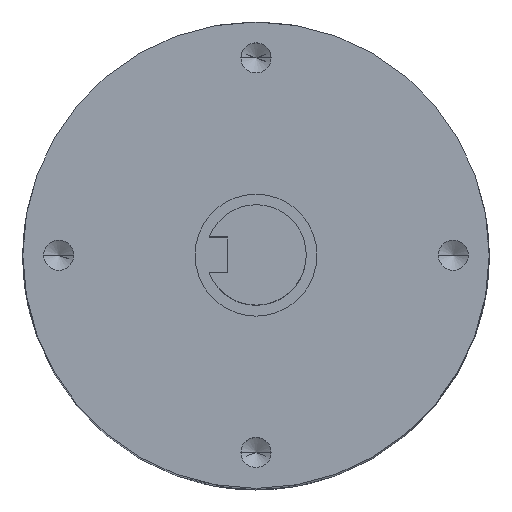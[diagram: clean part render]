
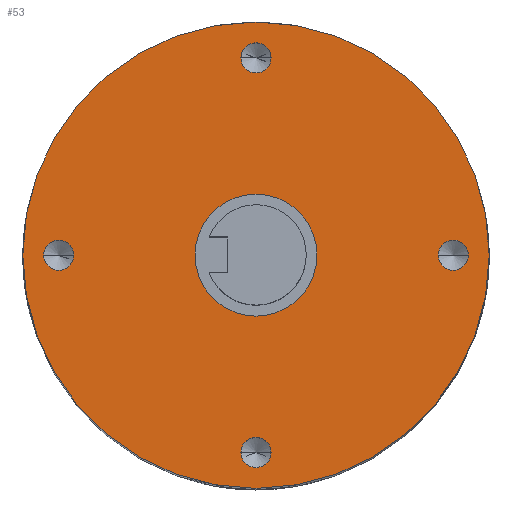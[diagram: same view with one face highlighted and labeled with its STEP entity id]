
A CAD part, top view. The second image highlights one B-rep face of the part: STEP entity #53.
In plain terms, the highlighted planar face has unit normal (0, 0, 1).
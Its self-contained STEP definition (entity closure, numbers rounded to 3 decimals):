
#11 = DIRECTION ( 'NONE',  ( 1., 0., 0. ) ) ;
#41 = CARTESIAN_POINT ( 'NONE',  ( -27.5, 0., 133.1 ) ) ;
#53 = ADVANCED_FACE ( 'NONE', ( #1191, #2075, #3437, #2691, #1886, #1093 ), #2716, .T. ) ;
#63 = CIRCLE ( 'NONE', #1176, 2.1 ) ;
#67 = EDGE_CURVE ( 'NONE', #946, #264, #1789, .T. ) ;
#90 = EDGE_CURVE ( 'NONE', #302, #128, #1009, .T. ) ;
#102 = CARTESIAN_POINT ( 'NONE',  ( 0., 27.5, 133.1 ) ) ;
#128 = VERTEX_POINT ( 'NONE', #431 ) ;
#154 = CIRCLE ( 'NONE', #593, 2.1 ) ;
#159 = EDGE_LOOP ( 'NONE', ( #782, #3000 ) ) ;
#160 = ORIENTED_EDGE ( 'NONE', *, *, #2277, .F. ) ;
#246 = VERTEX_POINT ( 'NONE', #2015 ) ;
#257 = DIRECTION ( 'NONE',  ( 1., 0., 0. ) ) ;
#264 = VERTEX_POINT ( 'NONE', #2479 ) ;
#302 = VERTEX_POINT ( 'NONE', #788 ) ;
#306 = CARTESIAN_POINT ( 'NONE',  ( 0., 0., 133.1 ) ) ;
#317 = CARTESIAN_POINT ( 'NONE',  ( 0., 0., 133.1 ) ) ;
#328 = AXIS2_PLACEMENT_3D ( 'NONE', #317, #1608, #2267 ) ;
#345 = AXIS2_PLACEMENT_3D ( 'NONE', #669, #2755, #972 ) ;
#352 = DIRECTION ( 'NONE',  ( 1., 0., 0. ) ) ;
#413 = CARTESIAN_POINT ( 'NONE',  ( -27.5, 0., 133.1 ) ) ;
#414 = DIRECTION ( 'NONE',  ( 1., 0., 0. ) ) ;
#431 = CARTESIAN_POINT ( 'NONE',  ( -8.5, 0., 133.1 ) ) ;
#452 = EDGE_CURVE ( 'NONE', #1810, #1335, #63, .T. ) ;
#479 = CIRCLE ( 'NONE', #752, 2.1 ) ;
#593 = AXIS2_PLACEMENT_3D ( 'NONE', #413, #2498, #709 ) ;
#606 = DIRECTION ( 'NONE',  ( 1., 0., 0. ) ) ;
#622 = VERTEX_POINT ( 'NONE', #1988 ) ;
#651 = AXIS2_PLACEMENT_3D ( 'NONE', #3771, #2039, #257 ) ;
#669 = CARTESIAN_POINT ( 'NONE',  ( 0., 27.5, 133.1 ) ) ;
#682 = AXIS2_PLACEMENT_3D ( 'NONE', #306, #2393, #606 ) ;
#709 = DIRECTION ( 'NONE',  ( 1., 0., 0. ) ) ;
#722 = CIRCLE ( 'NONE', #1848, 2.1 ) ;
#750 = EDGE_LOOP ( 'NONE', ( #3275, #160 ) ) ;
#751 = EDGE_CURVE ( 'NONE', #2082, #2745, #722, .T. ) ;
#752 = AXIS2_PLACEMENT_3D ( 'NONE', #41, #2136, #352 ) ;
#782 = ORIENTED_EDGE ( 'NONE', *, *, #1482, .F. ) ;
#788 = CARTESIAN_POINT ( 'NONE',  ( 8.5, 0., 133.1 ) ) ;
#805 = CIRCLE ( 'NONE', #2715, 8.5 ) ;
#937 = EDGE_CURVE ( 'NONE', #1555, #246, #154, .T. ) ;
#946 = VERTEX_POINT ( 'NONE', #1013 ) ;
#950 = ORIENTED_EDGE ( 'NONE', *, *, #3097, .F. ) ;
#960 = AXIS2_PLACEMENT_3D ( 'NONE', #102, #2195, #414 ) ;
#972 = DIRECTION ( 'NONE',  ( 1., 0., 0. ) ) ;
#1009 = CIRCLE ( 'NONE', #3820, 8.5 ) ;
#1013 = CARTESIAN_POINT ( 'NONE',  ( 32.5, 0., 133.1 ) ) ;
#1093 = FACE_BOUND ( 'NONE', #2944, .T. ) ;
#1154 = AXIS2_PLACEMENT_3D ( 'NONE', #3511, #3652, #3043 ) ;
#1176 = AXIS2_PLACEMENT_3D ( 'NONE', #3384, #1613, #3673 ) ;
#1191 = FACE_BOUND ( 'NONE', #750, .T. ) ;
#1292 = CARTESIAN_POINT ( 'NONE',  ( -25.4, 0., 133.1 ) ) ;
#1299 = CIRCLE ( 'NONE', #651, 2.1 ) ;
#1335 = VERTEX_POINT ( 'NONE', #2957 ) ;
#1369 = ORIENTED_EDGE ( 'NONE', *, *, #90, .F. ) ;
#1382 = EDGE_CURVE ( 'NONE', #128, #302, #805, .T. ) ;
#1459 = DIRECTION ( 'NONE',  ( 0., 0., 1. ) ) ;
#1477 = VERTEX_POINT ( 'NONE', #2439 ) ;
#1482 = EDGE_CURVE ( 'NONE', #622, #1477, #3564, .T. ) ;
#1504 = DIRECTION ( 'NONE',  ( 0., 0., 1. ) ) ;
#1555 = VERTEX_POINT ( 'NONE', #1292 ) ;
#1595 = ORIENTED_EDGE ( 'NONE', *, *, #3697, .T. ) ;
#1608 = DIRECTION ( 'NONE',  ( 0., 0., 1. ) ) ;
#1613 = DIRECTION ( 'NONE',  ( 0., 0., 1. ) ) ;
#1623 = CIRCLE ( 'NONE', #1830, 2.1 ) ;
#1638 = ORIENTED_EDGE ( 'NONE', *, *, #2816, .F. ) ;
#1652 = EDGE_LOOP ( 'NONE', ( #3068, #1638 ) ) ;
#1757 = DIRECTION ( 'NONE',  ( 1., 0., 0. ) ) ;
#1789 = CIRCLE ( 'NONE', #328, 32.5 ) ;
#1795 = DIRECTION ( 'NONE',  ( 0., 0., 1. ) ) ;
#1810 = VERTEX_POINT ( 'NONE', #2134 ) ;
#1830 = AXIS2_PLACEMENT_3D ( 'NONE', #3236, #1459, #3518 ) ;
#1848 = AXIS2_PLACEMENT_3D ( 'NONE', #3276, #1504, #3561 ) ;
#1886 = FACE_OUTER_BOUND ( 'NONE', #2229, .T. ) ;
#1988 = CARTESIAN_POINT ( 'NONE',  ( 2.1, 27.5, 133.1 ) ) ;
#2015 = CARTESIAN_POINT ( 'NONE',  ( -29.6, 0., 133.1 ) ) ;
#2039 = DIRECTION ( 'NONE',  ( 0., 0., 1. ) ) ;
#2075 = FACE_BOUND ( 'NONE', #3651, .T. ) ;
#2082 = VERTEX_POINT ( 'NONE', #3708 ) ;
#2097 = CIRCLE ( 'NONE', #682, 32.5 ) ;
#2134 = CARTESIAN_POINT ( 'NONE',  ( 29.6, 0., 133.1 ) ) ;
#2136 = DIRECTION ( 'NONE',  ( 0., 0., 1. ) ) ;
#2195 = DIRECTION ( 'NONE',  ( 0., 0., 1. ) ) ;
#2229 = EDGE_LOOP ( 'NONE', ( #1595, #3493 ) ) ;
#2267 = DIRECTION ( 'NONE',  ( 1., 0., 0. ) ) ;
#2277 = EDGE_CURVE ( 'NONE', #1335, #1810, #1623, .T. ) ;
#2303 = CARTESIAN_POINT ( 'NONE',  ( 0., 0., 133.1 ) ) ;
#2393 = DIRECTION ( 'NONE',  ( 0., 0., 1. ) ) ;
#2439 = CARTESIAN_POINT ( 'NONE',  ( -2.1, 27.5, 133.1 ) ) ;
#2479 = CARTESIAN_POINT ( 'NONE',  ( -32.5, 0., 133.1 ) ) ;
#2498 = DIRECTION ( 'NONE',  ( 0., 0., 1. ) ) ;
#2691 = FACE_BOUND ( 'NONE', #159, .T. ) ;
#2695 = ORIENTED_EDGE ( 'NONE', *, *, #751, .F. ) ;
#2704 = CARTESIAN_POINT ( 'NONE',  ( -2.1, -27.5, 133.1 ) ) ;
#2715 = AXIS2_PLACEMENT_3D ( 'NONE', #3544, #1795, #11 ) ;
#2716 = PLANE ( 'NONE',  #1154 ) ;
#2745 = VERTEX_POINT ( 'NONE', #2704 ) ;
#2755 = DIRECTION ( 'NONE',  ( 0., 0., 1. ) ) ;
#2816 = EDGE_CURVE ( 'NONE', #246, #1555, #479, .T. ) ;
#2843 = CIRCLE ( 'NONE', #960, 2.1 ) ;
#2944 = EDGE_LOOP ( 'NONE', ( #3490, #1369 ) ) ;
#2957 = CARTESIAN_POINT ( 'NONE',  ( 25.4, 0., 133.1 ) ) ;
#3000 = ORIENTED_EDGE ( 'NONE', *, *, #3342, .F. ) ;
#3043 = DIRECTION ( 'NONE',  ( 1., 0., 0. ) ) ;
#3068 = ORIENTED_EDGE ( 'NONE', *, *, #937, .F. ) ;
#3097 = EDGE_CURVE ( 'NONE', #2745, #2082, #1299, .T. ) ;
#3236 = CARTESIAN_POINT ( 'NONE',  ( 27.5, 0., 133.1 ) ) ;
#3275 = ORIENTED_EDGE ( 'NONE', *, *, #452, .F. ) ;
#3276 = CARTESIAN_POINT ( 'NONE',  ( 0., -27.5, 133.1 ) ) ;
#3305 = DIRECTION ( 'NONE',  ( 0., 0., 1. ) ) ;
#3342 = EDGE_CURVE ( 'NONE', #1477, #622, #2843, .T. ) ;
#3384 = CARTESIAN_POINT ( 'NONE',  ( 27.5, 0., 133.1 ) ) ;
#3437 = FACE_BOUND ( 'NONE', #1652, .T. ) ;
#3490 = ORIENTED_EDGE ( 'NONE', *, *, #1382, .F. ) ;
#3493 = ORIENTED_EDGE ( 'NONE', *, *, #67, .T. ) ;
#3511 = CARTESIAN_POINT ( 'NONE',  ( 0., 0., 133.1 ) ) ;
#3518 = DIRECTION ( 'NONE',  ( 1., 0., 0. ) ) ;
#3544 = CARTESIAN_POINT ( 'NONE',  ( 0., 0., 133.1 ) ) ;
#3561 = DIRECTION ( 'NONE',  ( 1., 0., 0. ) ) ;
#3564 = CIRCLE ( 'NONE', #345, 2.1 ) ;
#3651 = EDGE_LOOP ( 'NONE', ( #2695, #950 ) ) ;
#3652 = DIRECTION ( 'NONE',  ( 0., 0., 1. ) ) ;
#3673 = DIRECTION ( 'NONE',  ( 1., 0., 0. ) ) ;
#3697 = EDGE_CURVE ( 'NONE', #264, #946, #2097, .T. ) ;
#3708 = CARTESIAN_POINT ( 'NONE',  ( 2.1, -27.5, 133.1 ) ) ;
#3771 = CARTESIAN_POINT ( 'NONE',  ( 0., -27.5, 133.1 ) ) ;
#3820 = AXIS2_PLACEMENT_3D ( 'NONE', #2303, #3305, #1757 ) ;
